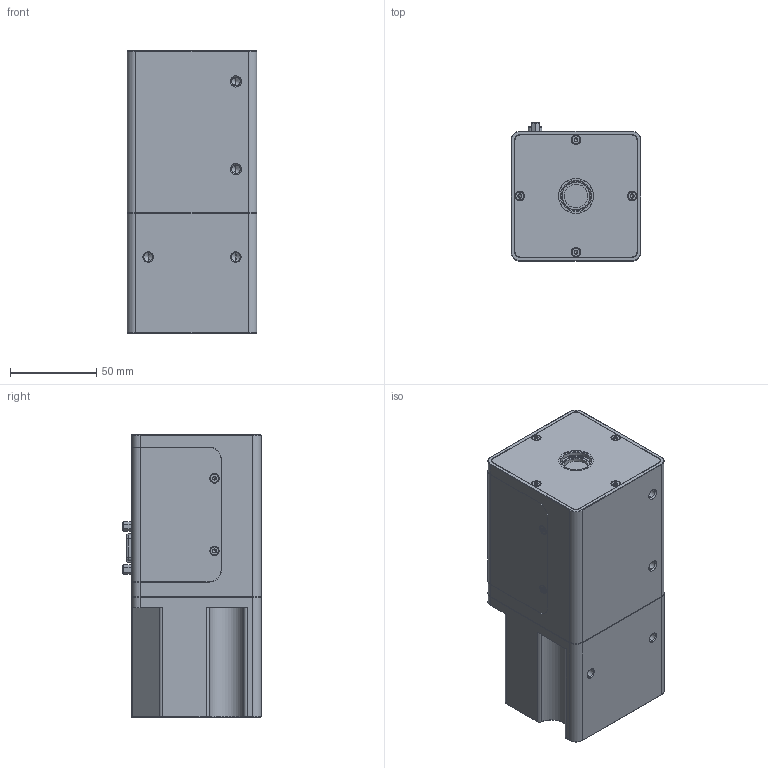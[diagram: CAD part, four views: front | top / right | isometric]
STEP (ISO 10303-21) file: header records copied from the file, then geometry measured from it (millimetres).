
FILE_DESCRIPTION (( 'STEP AP203' ), '1' );
FILE_NAME ('MBE-1x-4x-0343-v.3.4.STEP', '2020-06-26T10:40:08', ( '' ), ( '' ), 'SwSTEP 2.0', 'SolidWorks 2020', '' );
FILE_SCHEMA (( 'CONFIG_CONTROL_DESIGN' ));
Length unit declared in the file: millimetre
Products named in the file (1): MBE-1x-4x-0343-v.3.4
Bounding box: 75 x 80 x 163.52 mm (x, y, z)
Volume: 859725.7 mm3; surface area: 68006.5 mm2
Topology: 1 solids, 15 shells, 890 faces, 2175 edges, 1352 vertices
Faces by surface type: cylinder 453, plane 209, cone 202, bspline 16, torus 8, sphere 2
Entity records: 31916 total; most frequent: CARTESIAN_POINT 11257, DIRECTION 4289, ORIENTED_EDGE 4282, EDGE_CURVE 2141, AXIS2_PLACEMENT_3D 1686, VERTEX_POINT 1352, EDGE_LOOP 981, LINE 917
